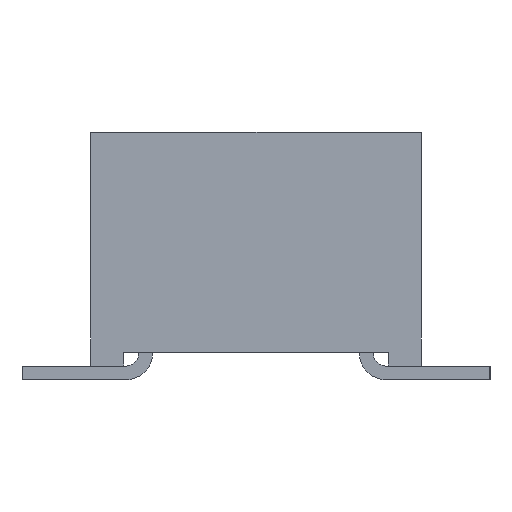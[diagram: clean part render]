
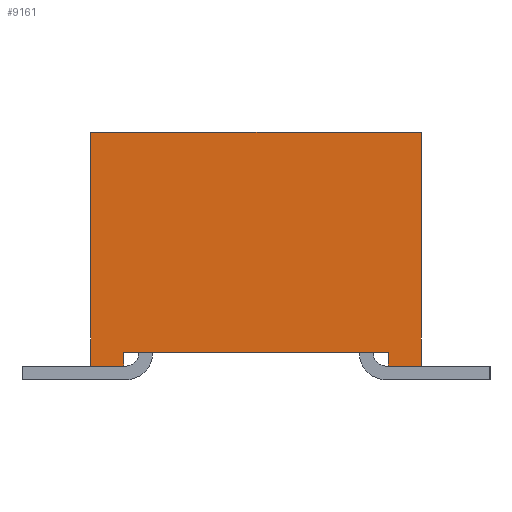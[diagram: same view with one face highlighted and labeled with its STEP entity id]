
A CAD part, left-side view. The second image highlights one B-rep face of the part: STEP entity #9161.
In plain terms, the highlighted planar face has unit normal (-1, 0, 0).
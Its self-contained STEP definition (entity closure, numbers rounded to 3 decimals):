
#9161 = ADVANCED_FACE('',(#9162),#9228,.F.);
#9162 = FACE_BOUND('',#9163,.T.);
#9163 = EDGE_LOOP('',(#9164,#9174,#9182,#9190,#9198,#9206,#9214,#9222));
#9164 = ORIENTED_EDGE('',*,*,#9165,.T.);
#9165 = EDGE_CURVE('',#9166,#9168,#9170,.T.);
#9166 = VERTEX_POINT('',#9167);
#9167 = CARTESIAN_POINT('',(-21.806,-1.219,0.277));
#9168 = VERTEX_POINT('',#9169);
#9169 = CARTESIAN_POINT('',(-21.806,-1.219,0.15));
#9170 = LINE('',#9171,#9172);
#9171 = CARTESIAN_POINT('',(-21.806,-1.219,0.277));
#9172 = VECTOR('',#9173,1.);
#9173 = DIRECTION('',(0.,0.,-1.));
#9174 = ORIENTED_EDGE('',*,*,#9175,.T.);
#9175 = EDGE_CURVE('',#9168,#9176,#9178,.T.);
#9176 = VERTEX_POINT('',#9177);
#9177 = CARTESIAN_POINT('',(-21.806,-1.524,0.15));
#9178 = LINE('',#9179,#9180);
#9179 = CARTESIAN_POINT('',(-21.806,1.524,0.15));
#9180 = VECTOR('',#9181,1.);
#9181 = DIRECTION('',(0.,-1.,0.));
#9182 = ORIENTED_EDGE('',*,*,#9183,.F.);
#9183 = EDGE_CURVE('',#9184,#9176,#9186,.T.);
#9184 = VERTEX_POINT('',#9185);
#9185 = CARTESIAN_POINT('',(-21.806,-1.524,2.309));
#9186 = LINE('',#9187,#9188);
#9187 = CARTESIAN_POINT('',(-21.806,-1.524,2.309));
#9188 = VECTOR('',#9189,1.);
#9189 = DIRECTION('',(0.,0.,-1.));
#9190 = ORIENTED_EDGE('',*,*,#9191,.F.);
#9191 = EDGE_CURVE('',#9192,#9184,#9194,.T.);
#9192 = VERTEX_POINT('',#9193);
#9193 = CARTESIAN_POINT('',(-21.806,1.524,2.309));
#9194 = LINE('',#9195,#9196);
#9195 = CARTESIAN_POINT('',(-21.806,1.524,2.309));
#9196 = VECTOR('',#9197,1.);
#9197 = DIRECTION('',(0.,-1.,0.));
#9198 = ORIENTED_EDGE('',*,*,#9199,.T.);
#9199 = EDGE_CURVE('',#9192,#9200,#9202,.T.);
#9200 = VERTEX_POINT('',#9201);
#9201 = CARTESIAN_POINT('',(-21.806,1.524,0.15));
#9202 = LINE('',#9203,#9204);
#9203 = CARTESIAN_POINT('',(-21.806,1.524,2.309));
#9204 = VECTOR('',#9205,1.);
#9205 = DIRECTION('',(0.,0.,-1.));
#9206 = ORIENTED_EDGE('',*,*,#9207,.T.);
#9207 = EDGE_CURVE('',#9200,#9208,#9210,.T.);
#9208 = VERTEX_POINT('',#9209);
#9209 = CARTESIAN_POINT('',(-21.806,1.219,0.15));
#9210 = LINE('',#9211,#9212);
#9211 = CARTESIAN_POINT('',(-21.806,1.524,0.15));
#9212 = VECTOR('',#9213,1.);
#9213 = DIRECTION('',(0.,-1.,0.));
#9214 = ORIENTED_EDGE('',*,*,#9215,.T.);
#9215 = EDGE_CURVE('',#9208,#9216,#9218,.T.);
#9216 = VERTEX_POINT('',#9217);
#9217 = CARTESIAN_POINT('',(-21.806,1.219,0.277));
#9218 = LINE('',#9219,#9220);
#9219 = CARTESIAN_POINT('',(-21.806,1.219,0.023));
#9220 = VECTOR('',#9221,1.);
#9221 = DIRECTION('',(0.,0.,1.));
#9222 = ORIENTED_EDGE('',*,*,#9223,.T.);
#9223 = EDGE_CURVE('',#9216,#9166,#9224,.T.);
#9224 = LINE('',#9225,#9226);
#9225 = CARTESIAN_POINT('',(-21.806,1.219,0.277));
#9226 = VECTOR('',#9227,1.);
#9227 = DIRECTION('',(0.,-1.,0.));
#9228 = PLANE('',#9229);
#9229 = AXIS2_PLACEMENT_3D('',#9230,#9231,#9232);
#9230 = CARTESIAN_POINT('',(-21.806,1.524,2.309));
#9231 = DIRECTION('',(1.,0.,0.));
#9232 = DIRECTION('',(0.,1.,0.));
